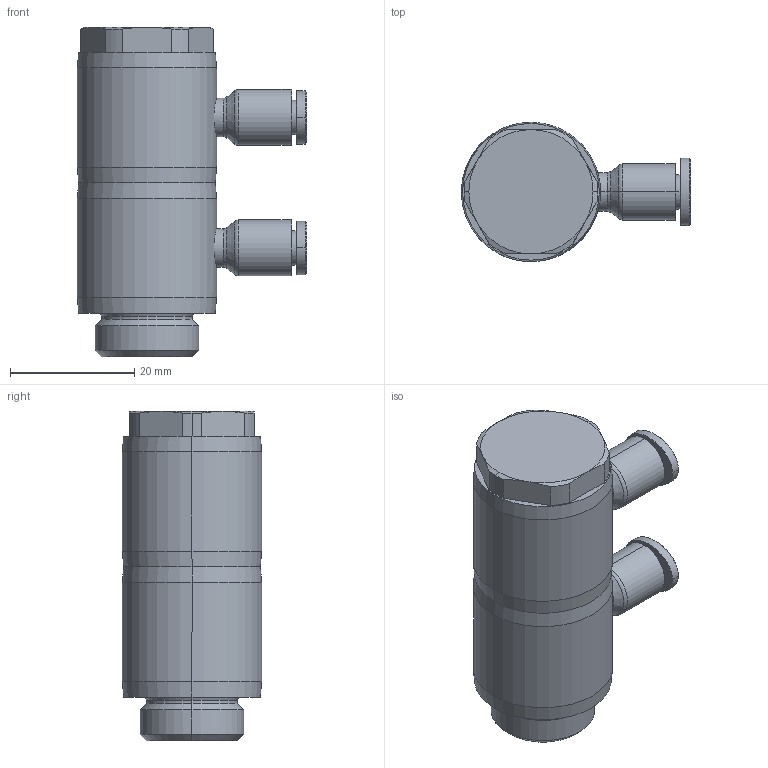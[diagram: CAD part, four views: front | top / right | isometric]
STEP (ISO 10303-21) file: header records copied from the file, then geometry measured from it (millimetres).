
FILE_DESCRIPTION((''),'2;1');
FILE_NAME('GPH_04G03(2)(3D).stp','2012-12-20T18:40:01',(''),(''),'Mechanical Desktop.R8.0.24.0','Mechanical Desktop.R8.0.24.0',', , ');
FILE_SCHEMA(('CONFIG_CONTROL_DESIGN'));
Length unit declared in the file: millimetre
Products named in the file (2): GPH_04G03(2)(3D); 睡ヶ1
Assembly tree (1 placements, depth 2):
  GPH_04G03(2)(3D)
    睡ヶ1
Bounding box: 36.9 x 22.4 x 53 mm (x, y, z)
Volume: 15591.1 mm3; surface area: 12245 mm2
Topology: 1 solids, 1 shells, 846 faces, 2348 edges, 1541 vertices
Faces by surface type: plane 672, bspline 62, cylinder 56, cone 52, torus 4
Entity records: 28169 total; most frequent: CARTESIAN_POINT 6477, ORIENTED_EDGE 4692, DIRECTION 4164, EDGE_CURVE 2346, VECTOR 2044, LINE 2044, VERTEX_POINT 1541, AXIS2_PLACEMENT_3D 1060
